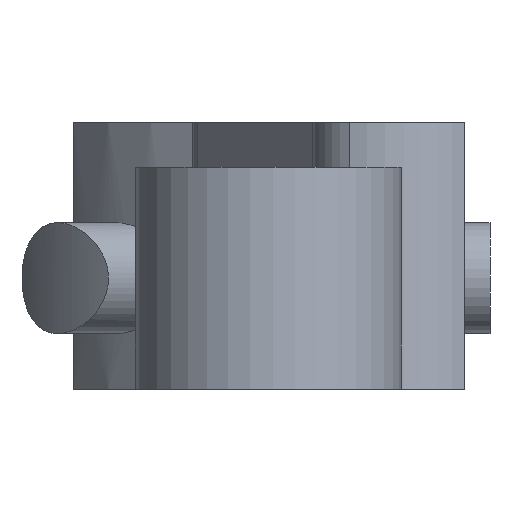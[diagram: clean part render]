
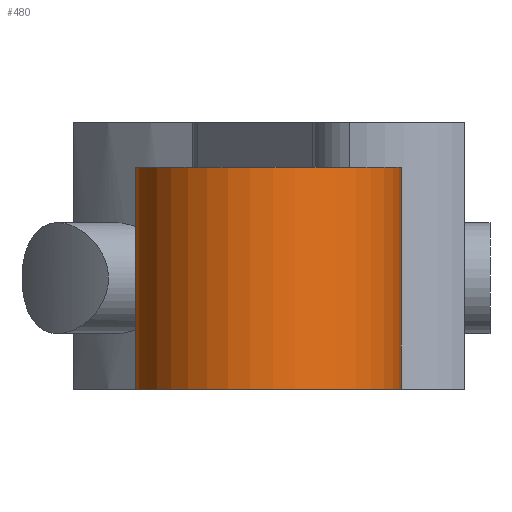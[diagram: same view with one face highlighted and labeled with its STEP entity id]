
A CAD part, left-side view. The second image highlights one B-rep face of the part: STEP entity #480.
In plain terms, the highlighted cylindrical face has radius 6 mm (diameter 12 mm), a partial arc.
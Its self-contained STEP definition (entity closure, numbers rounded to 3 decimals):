
#28=CIRCLE('',#532,6.);
#29=CIRCLE('',#533,6.);
#47=CYLINDRICAL_SURFACE('',#531,6.);
#65=FACE_OUTER_BOUND('',#93,.T.);
#93=EDGE_LOOP('',(#352,#353,#354,#355));
#113=LINE('',#719,#157);
#131=LINE('',#770,#175);
#157=VECTOR('',#570,10.);
#175=VECTOR('',#620,10.);
#201=VERTEX_POINT('',#716);
#202=VERTEX_POINT('',#718);
#218=VERTEX_POINT('',#766);
#219=VERTEX_POINT('',#768);
#247=EDGE_CURVE('',#201,#202,#113,.T.);
#273=EDGE_CURVE('',#218,#219,#131,.T.);
#274=EDGE_CURVE('',#218,#201,#28,.T.);
#275=EDGE_CURVE('',#202,#219,#29,.T.);
#352=ORIENTED_EDGE('',*,*,#274,.F.);
#353=ORIENTED_EDGE('',*,*,#273,.T.);
#354=ORIENTED_EDGE('',*,*,#275,.F.);
#355=ORIENTED_EDGE('',*,*,#247,.F.);
#480=ADVANCED_FACE('',(#65),#47,.T.);
#531=AXIS2_PLACEMENT_3D('',#771,#621,#622);
#532=AXIS2_PLACEMENT_3D('',#772,#623,#624);
#533=AXIS2_PLACEMENT_3D('',#773,#625,#626);
#570=DIRECTION('',(0.,0.,-1.));
#620=DIRECTION('',(0.,0.,-1.));
#621=DIRECTION('center_axis',(0.,0.,-1.));
#622=DIRECTION('ref_axis',(-0.406,0.914,0.));
#623=DIRECTION('center_axis',(0.,0.,1.));
#624=DIRECTION('ref_axis',(-1.,0.,0.));
#625=DIRECTION('center_axis',(0.,0.,-1.));
#626=DIRECTION('ref_axis',(-1.,0.,0.));
#716=CARTESIAN_POINT('',(-35.022,-1.,10.));
#718=CARTESIAN_POINT('',(-35.022,-1.,0.));
#719=CARTESIAN_POINT('',(-35.022,-1.,10.));
#766=CARTESIAN_POINT('',(-30.523,1.,10.));
#768=CARTESIAN_POINT('',(-30.523,1.,0.));
#770=CARTESIAN_POINT('',(-30.523,1.,10.));
#771=CARTESIAN_POINT('Origin',(-34.996,5.,10.));
#772=CARTESIAN_POINT('Origin',(-34.996,5.,10.));
#773=CARTESIAN_POINT('Origin',(-34.996,5.,0.));
